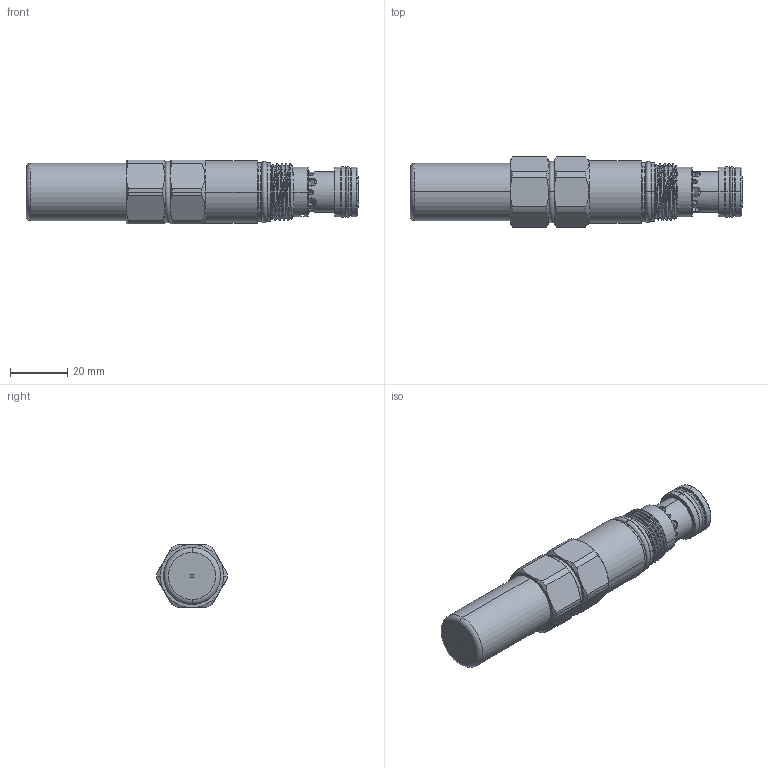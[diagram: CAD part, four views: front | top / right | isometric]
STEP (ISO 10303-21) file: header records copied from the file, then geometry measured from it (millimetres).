
FILE_DESCRIPTION (( 'STEP AP203' ), '1' );
FILE_NAME ('SC13A20-C.STEP', '2016-08-10T06:49:47', ( '' ), ( '' ), 'SwSTEP 2.0', 'SolidWorks 2012', '' );
FILE_SCHEMA (( 'CONFIG_CONTROL_DESIGN' ));
Length unit declared in the file: millimetre
Products named in the file (1): SC13A20-C
Bounding box: 115.94 x 24.5 x 22.22 mm (x, y, z)
Volume: 37255.4 mm3; surface area: 10735.2 mm2
Topology: 2 solids, 3 shells, 225 faces, 534 edges, 343 vertices
Faces by surface type: cylinder 115, cone 44, plane 39, torus 23, bspline 3, sphere 1
Entity records: 8967 total; most frequent: CARTESIAN_POINT 3806, DIRECTION 1065, ORIENTED_EDGE 1060, EDGE_CURVE 530, AXIS2_PLACEMENT_3D 460, VERTEX_POINT 342, EDGE_LOOP 258, CIRCLE 237
